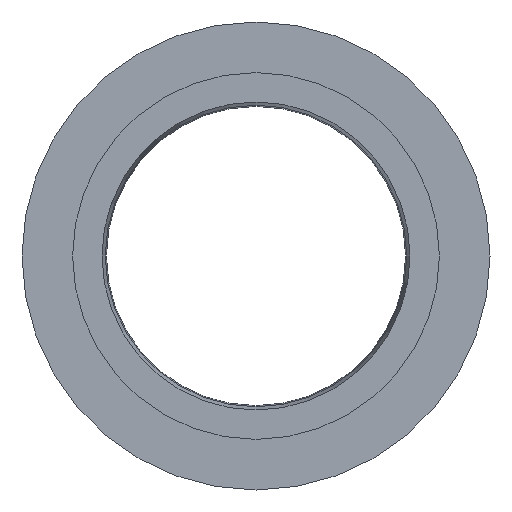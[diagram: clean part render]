
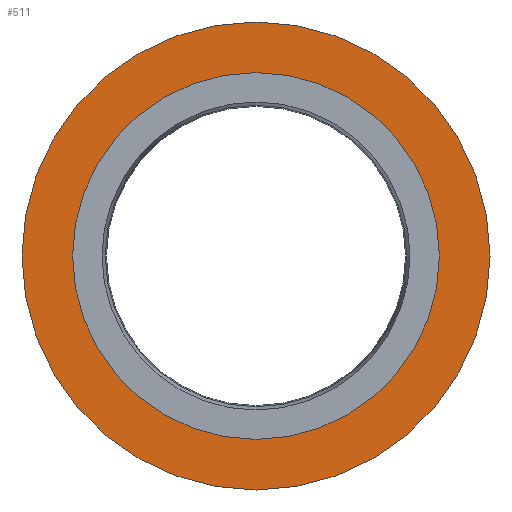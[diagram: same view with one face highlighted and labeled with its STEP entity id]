
A CAD part, left-side view. The second image highlights one B-rep face of the part: STEP entity #511.
In plain terms, the highlighted planar face has unit normal (-1, 0, 0).
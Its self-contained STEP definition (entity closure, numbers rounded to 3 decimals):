
#63=PLANE($,#587);
#108=FACE_BOUND($,#202,.T.);
#136=FACE_OUTER_BOUND($,#201,.T.);
#201=EDGE_LOOP($,(#409));
#202=EDGE_LOOP($,(#410));
#244=CIRCLE($,#573,30.5);
#247=CIRCLE($,#577,23.9);
#277=VERTEX_POINT($,#844);
#280=VERTEX_POINT($,#851);
#322=EDGE_CURVE($,#277,#277,#244,.T.);
#325=EDGE_CURVE($,#280,#280,#247,.T.);
#409=ORIENTED_EDGE($,*,*,#322,.F.);
#410=ORIENTED_EDGE($,*,*,#325,.T.);
#511=ADVANCED_FACE($,(#136,#108),#63,.T.);
#573=AXIS2_PLACEMENT_3D($,#845,#692,#693);
#577=AXIS2_PLACEMENT_3D($,#852,#700,#701);
#587=AXIS2_PLACEMENT_3D($,#866,#720,#721);
#692=DIRECTION('center_axis',(1.,0.,0.));
#693=DIRECTION('ref_axis',(0.,1.,0.));
#700=DIRECTION('center_axis',(1.,0.,0.));
#701=DIRECTION('ref_axis',(0.,1.,0.));
#720=DIRECTION('center_axis',(-1.,0.,0.));
#721=DIRECTION('ref_axis',(0.,0.,1.));
#844=CARTESIAN_POINT('',(21.4,-30.5,0.));
#845=CARTESIAN_POINT('Origin',(21.4,0.,0.));
#851=CARTESIAN_POINT('',(21.4,-23.9,0.));
#852=CARTESIAN_POINT('Origin',(21.4,0.,0.));
#866=CARTESIAN_POINT('Origin',(21.4,27.2,0.));
